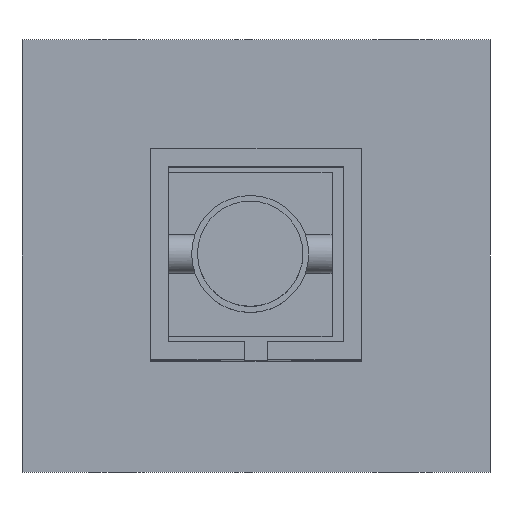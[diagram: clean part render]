
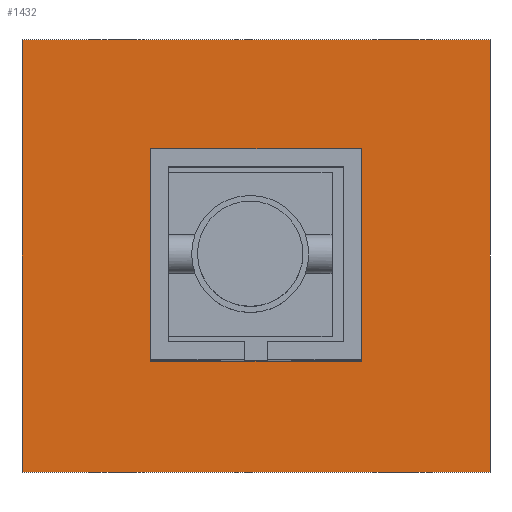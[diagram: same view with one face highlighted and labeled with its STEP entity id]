
A CAD part, left-side view. The second image highlights one B-rep face of the part: STEP entity #1432.
In plain terms, the highlighted planar face has unit normal (-1, 0, 0).
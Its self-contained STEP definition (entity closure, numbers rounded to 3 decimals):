
#56=FACE_BOUND('',#258,.T.);
#57=FACE_BOUND('',#259,.T.);
#97=PLANE('',#1574);
#161=FACE_OUTER_BOUND('',#257,.T.);
#257=EDGE_LOOP('',(#1168,#1169,#1170,#1171));
#258=EDGE_LOOP('',(#1172,#1173,#1174,#1175));
#259=EDGE_LOOP('',(#1176,#1177,#1178,#1179));
#363=LINE('',#2204,#504);
#367=LINE('',#2213,#508);
#369=LINE('',#2219,#510);
#371=LINE('',#2225,#512);
#376=LINE('',#2238,#517);
#377=LINE('',#2240,#518);
#379=LINE('',#2244,#520);
#380=LINE('',#2246,#521);
#385=LINE('',#2266,#526);
#388=LINE('',#2272,#529);
#391=LINE('',#2278,#532);
#394=LINE('',#2282,#535);
#504=VECTOR('',#1780,10.);
#508=VECTOR('',#1786,10.);
#510=VECTOR('',#1792,10.);
#512=VECTOR('',#1798,10.);
#517=VECTOR('',#1813,10.);
#518=VECTOR('',#1816,10.);
#520=VECTOR('',#1820,10.);
#521=VECTOR('',#1823,10.);
#526=VECTOR('',#1842,10.);
#529=VECTOR('',#1847,10.);
#532=VECTOR('',#1852,10.);
#535=VECTOR('',#1857,10.);
#685=VERTEX_POINT('',#2201);
#686=VERTEX_POINT('',#2203);
#689=VERTEX_POINT('',#2210);
#690=VERTEX_POINT('',#2212);
#692=VERTEX_POINT('',#2218);
#694=VERTEX_POINT('',#2224);
#697=VERTEX_POINT('',#2236);
#698=VERTEX_POINT('',#2242);
#705=VERTEX_POINT('',#2263);
#706=VERTEX_POINT('',#2265);
#708=VERTEX_POINT('',#2271);
#710=VERTEX_POINT('',#2277);
#838=EDGE_CURVE('',#686,#685,#363,.T.);
#842=EDGE_CURVE('',#690,#689,#367,.T.);
#845=EDGE_CURVE('',#692,#690,#369,.T.);
#848=EDGE_CURVE('',#694,#686,#371,.T.);
#855=EDGE_CURVE('',#689,#697,#376,.T.);
#856=EDGE_CURVE('',#697,#692,#377,.T.);
#858=EDGE_CURVE('',#685,#698,#379,.T.);
#859=EDGE_CURVE('',#698,#694,#380,.T.);
#868=EDGE_CURVE('',#706,#705,#385,.T.);
#871=EDGE_CURVE('',#708,#706,#388,.T.);
#874=EDGE_CURVE('',#710,#708,#391,.T.);
#877=EDGE_CURVE('',#705,#710,#394,.T.);
#1168=ORIENTED_EDGE('',*,*,#877,.T.);
#1169=ORIENTED_EDGE('',*,*,#874,.T.);
#1170=ORIENTED_EDGE('',*,*,#871,.T.);
#1171=ORIENTED_EDGE('',*,*,#868,.T.);
#1172=ORIENTED_EDGE('',*,*,#855,.T.);
#1173=ORIENTED_EDGE('',*,*,#856,.T.);
#1174=ORIENTED_EDGE('',*,*,#845,.T.);
#1175=ORIENTED_EDGE('',*,*,#842,.T.);
#1176=ORIENTED_EDGE('',*,*,#858,.T.);
#1177=ORIENTED_EDGE('',*,*,#859,.T.);
#1178=ORIENTED_EDGE('',*,*,#848,.T.);
#1179=ORIENTED_EDGE('',*,*,#838,.T.);
#1432=ADVANCED_FACE('',(#161,#56,#57),#97,.T.);
#1574=AXIS2_PLACEMENT_3D('',#2284,#1860,#1861);
#1780=DIRECTION('',(0.,1.,0.));
#1786=DIRECTION('',(0.,1.,0.));
#1792=DIRECTION('',(0.,0.,-1.));
#1798=DIRECTION('',(0.,0.,-1.));
#1813=DIRECTION('',(0.,0.,1.));
#1816=DIRECTION('',(0.,-1.,0.));
#1820=DIRECTION('',(0.,0.,1.));
#1823=DIRECTION('',(0.,-1.,0.));
#1842=DIRECTION('',(0.,-1.,0.));
#1847=DIRECTION('',(0.,0.,-1.));
#1852=DIRECTION('',(0.,1.,0.));
#1857=DIRECTION('',(0.,0.,1.));
#1860=DIRECTION('center_axis',(-1.,0.,0.));
#1861=DIRECTION('ref_axis',(0.,0.,1.));
#2201=CARTESIAN_POINT('',(-10.,17.,9.5));
#2203=CARTESIAN_POINT('',(-10.,11.,9.5));
#2204=CARTESIAN_POINT('',(-10.,18.5,9.5));
#2210=CARTESIAN_POINT('',(-10.,29.,9.5));
#2212=CARTESIAN_POINT('',(-10.,23.,9.5));
#2213=CARTESIAN_POINT('',(-10.,24.5,9.5));
#2218=CARTESIAN_POINT('',(-10.,23.,27.5));
#2219=CARTESIAN_POINT('',(-10.,23.,14.));
#2224=CARTESIAN_POINT('',(-10.,11.,27.5));
#2225=CARTESIAN_POINT('',(-10.,11.,14.));
#2236=CARTESIAN_POINT('',(-10.,29.,27.5));
#2238=CARTESIAN_POINT('',(-10.,29.,23.));
#2240=CARTESIAN_POINT('',(-10.,21.5,27.5));
#2242=CARTESIAN_POINT('',(-10.,17.,27.5));
#2244=CARTESIAN_POINT('',(-10.,17.,23.));
#2246=CARTESIAN_POINT('',(-10.,15.5,27.5));
#2263=CARTESIAN_POINT('',(-10.,0.,0.));
#2265=CARTESIAN_POINT('',(-10.,40.,0.));
#2266=CARTESIAN_POINT('',(-10.,0.,0.));
#2271=CARTESIAN_POINT('',(-10.,40.,37.));
#2272=CARTESIAN_POINT('',(-10.,40.,0.));
#2277=CARTESIAN_POINT('',(-10.,0.,37.));
#2278=CARTESIAN_POINT('',(-10.,40.,37.));
#2282=CARTESIAN_POINT('',(-10.,0.,37.));
#2284=CARTESIAN_POINT('Origin',(-10.,20.,18.5));
